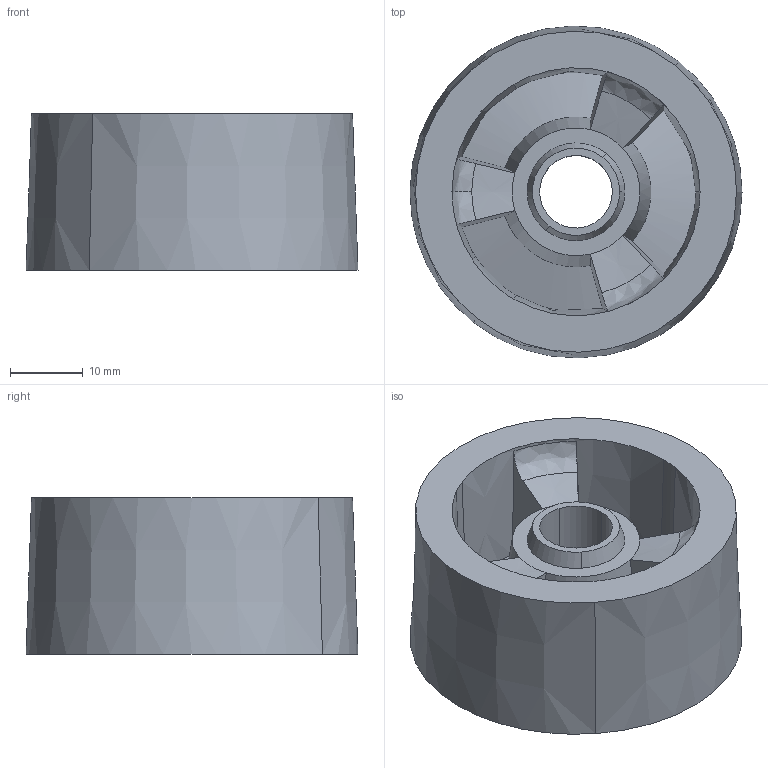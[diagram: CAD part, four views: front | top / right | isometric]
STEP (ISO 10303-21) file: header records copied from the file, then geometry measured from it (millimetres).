
FILE_DESCRIPTION((''),'2;1');
FILE_NAME('CK.stp','2020-04-21T00:24:10',(''),(''),'AutoCAD STEP 2000i','AutoCAD 2000i',', , ');
FILE_SCHEMA(('CONFIG_CONTROL_DESIGN'));
Length unit declared in the file: millimetre
Products named in the file (2): CK; PART1
Assembly tree (1 placements, depth 2):
  CK
    PART1
Bounding box: 45.5 x 45.49 x 21.5 mm (x, y, z)
Volume: 7847.6 mm3; surface area: 15338.5 mm2
Topology: 1 solids, 1 shells, 115 faces, 318 edges, 208 vertices
Faces by surface type: cone 42, plane 35, bspline 32, cylinder 6
Entity records: 4092 total; most frequent: CARTESIAN_POINT 1079, ORIENTED_EDGE 636, DIRECTION 599, EDGE_CURVE 318, AXIS2_PLACEMENT_3D 224, VERTEX_POINT 208, VECTOR 151, LINE 151
